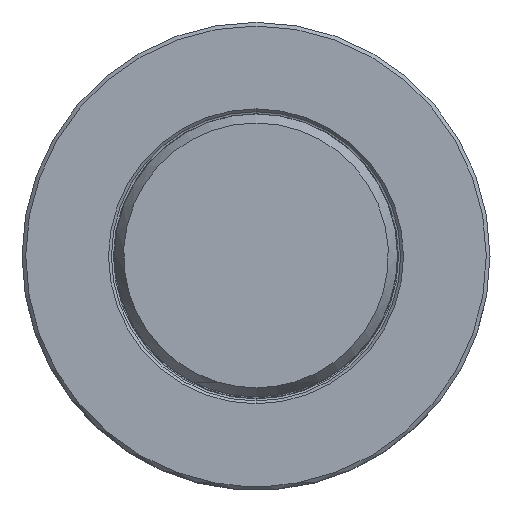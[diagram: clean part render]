
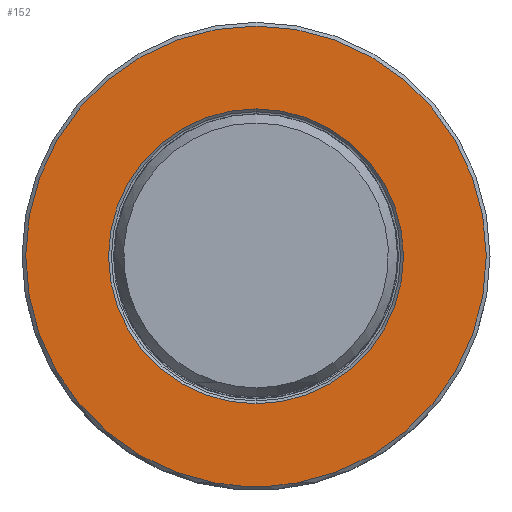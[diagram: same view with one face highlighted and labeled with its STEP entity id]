
A CAD part, top view. The second image highlights one B-rep face of the part: STEP entity #152.
In plain terms, the highlighted planar face has unit normal (0, 0, 1).
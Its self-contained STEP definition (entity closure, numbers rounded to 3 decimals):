
#28=FACE_BOUND('',#296,.T.);
#29=FACE_BOUND('',#297,.T.);
#33=PLANE('',#1217);
#152=ADVANCED_FACE('',(#28,#29),#33,.T.);
#296=EDGE_LOOP('',(#499,#500,#501));
#297=EDGE_LOOP('',(#502,#503));
#499=ORIENTED_EDGE('',*,*,#758,.F.);
#500=ORIENTED_EDGE('',*,*,#761,.F.);
#501=ORIENTED_EDGE('',*,*,#760,.F.);
#502=ORIENTED_EDGE('',*,*,#762,.F.);
#503=ORIENTED_EDGE('',*,*,#763,.F.);
#639=VERTEX_POINT('',#2385);
#640=VERTEX_POINT('',#2387);
#641=VERTEX_POINT('',#2396);
#642=VERTEX_POINT('',#2400);
#643=VERTEX_POINT('',#2401);
#758=EDGE_CURVE('',#639,#640,#908,.T.);
#760=EDGE_CURVE('',#640,#641,#909,.T.);
#761=EDGE_CURVE('',#641,#639,#910,.T.);
#762=EDGE_CURVE('',#642,#643,#911,.T.);
#763=EDGE_CURVE('',#643,#642,#912,.T.);
#908=CIRCLE('',#1210,31.);
#909=CIRCLE('',#1212,31.);
#910=CIRCLE('',#1213,31.);
#911=CIRCLE('',#1215,19.85);
#912=CIRCLE('',#1216,19.85);
#1210=AXIS2_PLACEMENT_3D('',#2386,#1474,#1475);
#1212=AXIS2_PLACEMENT_3D('',#2395,#1478,#1479);
#1213=AXIS2_PLACEMENT_3D('',#2397,#1480,#1481);
#1215=AXIS2_PLACEMENT_3D('',#2399,#1484,#1485);
#1216=AXIS2_PLACEMENT_3D('',#2402,#1486,#1487);
#1217=AXIS2_PLACEMENT_3D('',#2403,#1488,#1489);
#1474=DIRECTION('',(0.,0.,-1.));
#1475=DIRECTION('',(0.179,-0.984,0.));
#1478=DIRECTION('',(0.,0.,-1.));
#1479=DIRECTION('',(-0.179,-0.984,0.));
#1480=DIRECTION('',(0.,0.,-1.));
#1481=DIRECTION('',(0.,1.,0.));
#1484=DIRECTION('',(0.,0.,1.));
#1485=DIRECTION('',(0.,-1.,0.));
#1486=DIRECTION('',(0.,0.,1.));
#1487=DIRECTION('',(0.,1.,0.));
#1488=DIRECTION('',(0.,0.,1.));
#1489=DIRECTION('',(0.,1.,0.));
#2385=CARTESIAN_POINT('',(5.545,-30.5,0.));
#2386=CARTESIAN_POINT('',(0.,0.,0.));
#2387=CARTESIAN_POINT('',(-5.545,-30.5,0.));
#2395=CARTESIAN_POINT('',(0.,0.,0.));
#2396=CARTESIAN_POINT('',(0.,31.,0.));
#2397=CARTESIAN_POINT('',(0.,0.,0.));
#2399=CARTESIAN_POINT('',(0.,0.,0.));
#2400=CARTESIAN_POINT('',(0.,-19.85,0.));
#2401=CARTESIAN_POINT('',(0.,19.85,0.));
#2402=CARTESIAN_POINT('',(0.,0.,0.));
#2403=CARTESIAN_POINT('',(0.,0.,0.));
